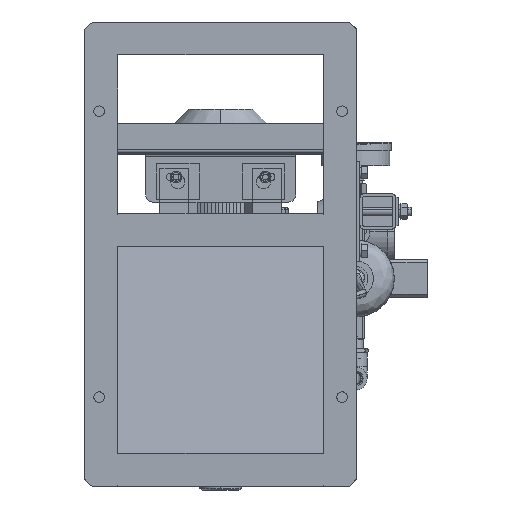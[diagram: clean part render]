
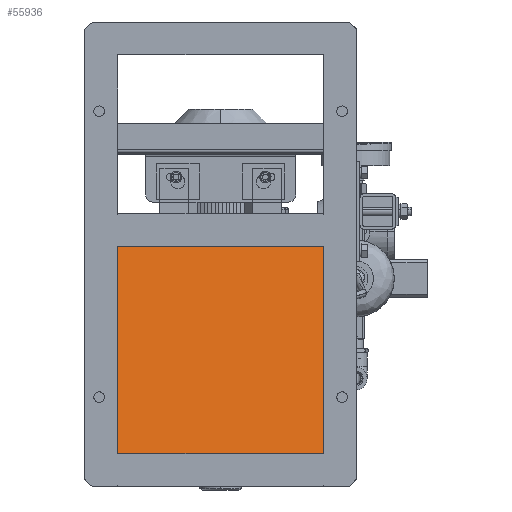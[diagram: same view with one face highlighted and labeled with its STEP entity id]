
A CAD part, front view. The second image highlights one B-rep face of the part: STEP entity #55936.
In plain terms, the highlighted planar face has unit normal (0, -0.985, 0.17).
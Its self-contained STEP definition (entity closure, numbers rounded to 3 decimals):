
#2239 = DIRECTION ( 'NONE',  ( 0., 0.17, 0.985 ) ) ;
#3184 = EDGE_CURVE ( 'NONE', #104503, #22006, #10854, .T. ) ;
#6195 = DIRECTION ( 'NONE',  ( -1., 0., 0. ) ) ;
#10532 = DIRECTION ( 'NONE',  ( 0., 0.985, -0.17 ) ) ;
#10854 = LINE ( 'NONE', #45000, #98508 ) ;
#12109 = AXIS2_PLACEMENT_3D ( 'NONE', #85401, #10532, #2239 ) ;
#12975 = VECTOR ( 'NONE', #6195, 1000. ) ;
#13666 = ORIENTED_EDGE ( 'NONE', *, *, #3184, .F. ) ;
#17591 = EDGE_CURVE ( 'NONE', #104503, #83540, #56818, .T. ) ;
#22006 = VERTEX_POINT ( 'NONE', #46838 ) ;
#22882 = CARTESIAN_POINT ( 'NONE',  ( -144., -174.985, 211. ) ) ;
#35693 = EDGE_LOOP ( 'NONE', ( #52042, #76833, #94505, #13666 ) ) ;
#36433 = PLANE ( 'NONE',  #12109 ) ;
#36962 = EDGE_CURVE ( 'NONE', #83540, #41822, #103986, .T. ) ;
#37910 = FACE_OUTER_BOUND ( 'NONE', #35693, .T. ) ;
#39129 = DIRECTION ( 'NONE',  ( 0., -0.17, -0.985 ) ) ;
#39267 = DIRECTION ( 'NONE',  ( -1., 0., 0. ) ) ;
#41822 = VERTEX_POINT ( 'NONE', #91071 ) ;
#45000 = CARTESIAN_POINT ( 'NONE',  ( 144., -224.985, -78.657 ) ) ;
#45738 = DIRECTION ( 'NONE',  ( 0., -0.17, -0.985 ) ) ;
#46838 = CARTESIAN_POINT ( 'NONE',  ( 144., -224.985, -78.657 ) ) ;
#52042 = ORIENTED_EDGE ( 'NONE', *, *, #17591, .T. ) ;
#55936 = ADVANCED_FACE ( 'NONE', ( #37910 ), #36433, .F. ) ;
#56818 = LINE ( 'NONE', #104889, #12975 ) ;
#57695 = LINE ( 'NONE', #88944, #89871 ) ;
#67547 = CARTESIAN_POINT ( 'NONE',  ( 144., -174.985, 211. ) ) ;
#76833 = ORIENTED_EDGE ( 'NONE', *, *, #36962, .T. ) ;
#83540 = VERTEX_POINT ( 'NONE', #22882 ) ;
#84821 = EDGE_CURVE ( 'NONE', #22006, #41822, #57695, .T. ) ;
#85401 = CARTESIAN_POINT ( 'NONE',  ( 144., -224.985, -78.657 ) ) ;
#87200 = VECTOR ( 'NONE', #39129, 1000. ) ;
#88944 = CARTESIAN_POINT ( 'NONE',  ( 144., -224.985, -78.657 ) ) ;
#89539 = CARTESIAN_POINT ( 'NONE',  ( -144., -224.985, -78.657 ) ) ;
#89871 = VECTOR ( 'NONE', #39267, 1000. ) ;
#91071 = CARTESIAN_POINT ( 'NONE',  ( -144., -224.985, -78.657 ) ) ;
#94505 = ORIENTED_EDGE ( 'NONE', *, *, #84821, .F. ) ;
#98508 = VECTOR ( 'NONE', #45738, 1000. ) ;
#103986 = LINE ( 'NONE', #89539, #87200 ) ;
#104503 = VERTEX_POINT ( 'NONE', #67547 ) ;
#104889 = CARTESIAN_POINT ( 'NONE',  ( 144., -174.985, 211. ) ) ;
